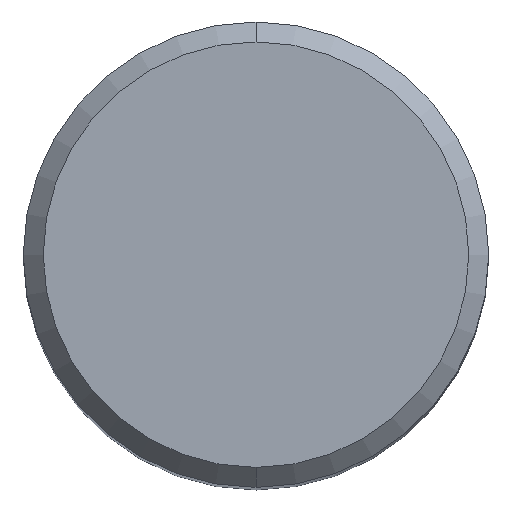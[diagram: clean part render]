
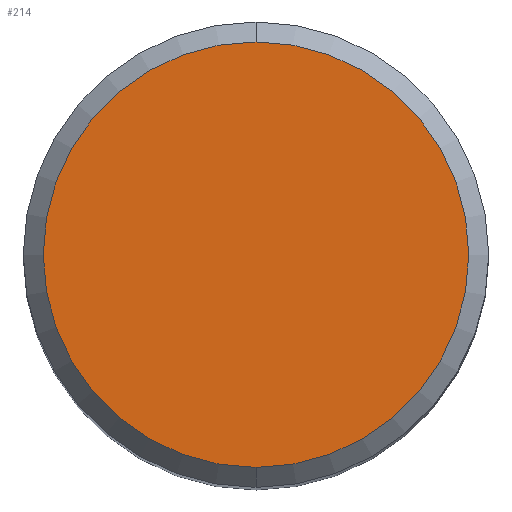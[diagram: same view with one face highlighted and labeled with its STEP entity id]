
A CAD part, top view. The second image highlights one B-rep face of the part: STEP entity #214.
In plain terms, the highlighted planar face has unit normal (0, 0, 1).
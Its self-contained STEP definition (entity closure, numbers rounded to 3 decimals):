
#214=ADVANCED_FACE('',(#521),#522,.T.);
#302=VERTEX_POINT('',#622);
#352=EDGE_CURVE('',#406,#302,#676,.T.);
#406=VERTEX_POINT('',#735);
#426=EDGE_CURVE('',#302,#406,#756,.T.);
#521=FACE_OUTER_BOUND('',#901,.T.);
#522=PLANE('',#902);
#622=CARTESIAN_POINT('',(0.0,6.4,0.0));
#676=CIRCLE('',#1228,6.4);
#735=CARTESIAN_POINT('',(0.,-6.4,0.0));
#756=CIRCLE('',#1381,6.4);
#901=EDGE_LOOP('',(#1545,#1546));
#902=AXIS2_PLACEMENT_3D('',#1547,#1548,#1549);
#1228=AXIS2_PLACEMENT_3D('',#1738,#1739,#1740);
#1381=AXIS2_PLACEMENT_3D('',#1803,#1804,#1805);
#1545=ORIENTED_EDGE('',*,*,#426,.F.);
#1546=ORIENTED_EDGE('',*,*,#352,.F.);
#1547=CARTESIAN_POINT('',(0.0,3.2,0.0));
#1548=DIRECTION('',(-0.0,0.0,1.0));
#1549=DIRECTION('',(0.0,-1.0,0.0));
#1738=CARTESIAN_POINT('',(0.0,0.0,0.0));
#1739=DIRECTION('',(0.0,0.0,-1.0));
#1740=DIRECTION('',(0.0,1.0,0.0));
#1803=CARTESIAN_POINT('',(0.0,0.0,0.0));
#1804=DIRECTION('',(0.0,0.0,-1.0));
#1805=DIRECTION('',(0.0,1.0,0.0));
